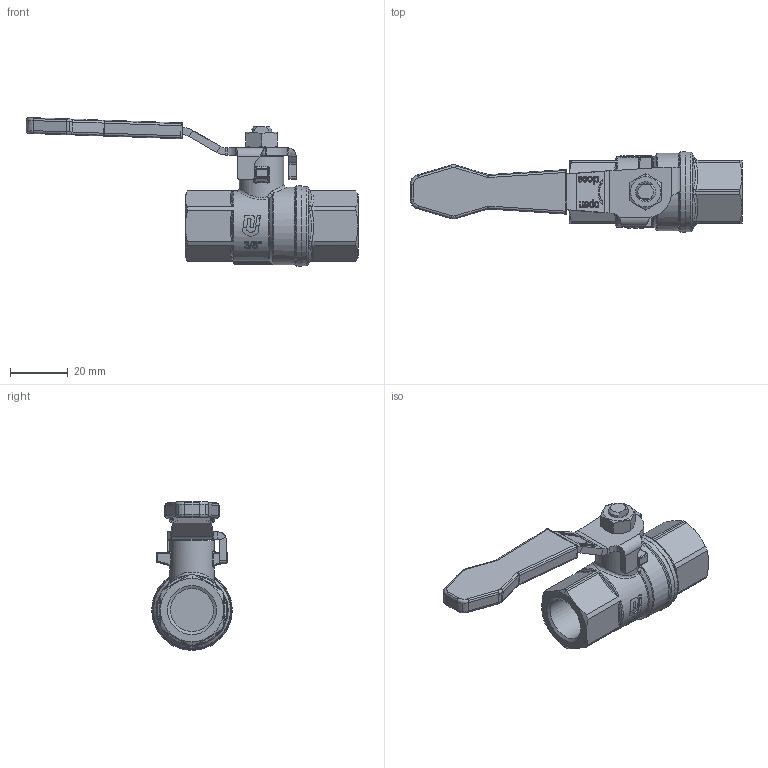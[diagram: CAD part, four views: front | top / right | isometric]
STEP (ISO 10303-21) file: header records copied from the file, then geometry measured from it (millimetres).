
FILE_DESCRIPTION(('HOOPS Exchange Step'),'2;1');
FILE_NAME('GK14_DN10.stp','2025-12-17T15:47:42+01:00',('nieru'),('Unknown organisation'),'HOOPS Exchange 2024.2','HOOPS Exchange','Unknown authorisation');
FILE_SCHEMA( ('AP203_CONFIGURATION_CONTROLLED_3D_DESIGN_OF_MECHANICAL_PARTS_AND_ASSEMBLIES_MIM_LF') );
Length unit declared in the file: millimetre
Products named in the file (2): 0; root
Assembly tree (1 placements, depth 2):
  root
    0
Bounding box: 115.41 x 28 x 51.73 mm (x, y, z)
Volume: 31732.2 mm3; surface area: 12078.2 mm2
Topology: 1 solids, 1 shells, 776 faces, 2062 edges, 1318 vertices
Faces by surface type: bspline 303, plane 222, cylinder 157, torus 43, cone 39, sphere 12
Full cylindrical faces by diameter (mm): 14.95 x2, 15.5 x1, 27 x1, 27.5 x1, 28 x1
Entity records: 32962 total; most frequent: CARTESIAN_POINT 16128, ORIENTED_EDGE 4092, DIRECTION 2252, EDGE_CURVE 2046, VERTEX_POINT 1318, B_SPLINE_CURVE_WITH_KNOTS 1021, AXIS2_PLACEMENT_3D 847, EDGE_LOOP 824
